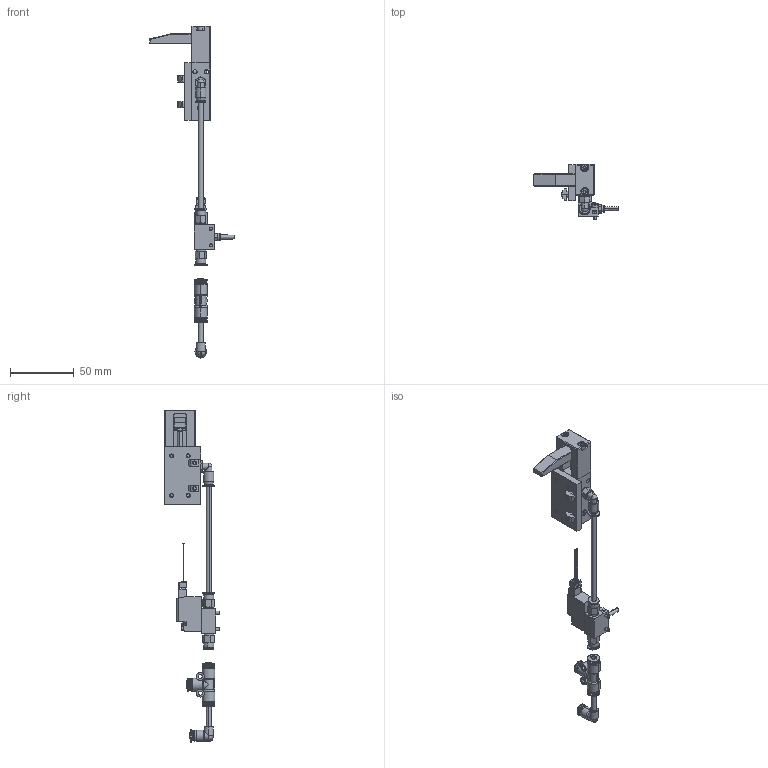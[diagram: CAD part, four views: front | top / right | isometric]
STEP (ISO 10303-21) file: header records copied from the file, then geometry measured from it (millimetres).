
FILE_DESCRIPTION (( 'STEP AP214' ), '1' );
FILE_NAME ('INGUN_116285.STEP', '2024-11-06T09:31:38', ( '' ), ( '' ), 'SwSTEP 2.0', 'SolidWorks 2023', '' );
FILE_SCHEMA (( 'AUTOMOTIVE_DESIGN' ));
Length unit declared in the file: millimetre
Products named in the file (22): 116287~0_S; DIN912~n_M03,0x030; 116308_01~0; 26813~0; 116355~0_S; 26809~0; 116258~0_S; 116308_02~0; INGUN_116285; 51957~0_S; 3981~2; 110215~0_S; DIN7991~n_M03,0x010 VA; 116308_03~0; ISO7380~n_M03,0x014; DIN912~n_M02,5x010; 116308_04~0; 38789~0_S; 116308~0; 116286~0_klein <S>; SE-MV12_24V~0; 26707~2_L = 105 <S>
Assembly tree (27 placements, depth 3):
  INGUN_116285
    116355~0_S
    116286~0_klein <S>
    116287~0_S
    116308~0
      116308_02~0
      116308_03~0
      116308_01~0
      116308_04~0
    116258~0_S
    SE-MV12_24V~0
    26813~0
    26809~0  x2
    110215~0_S
    51957~0_S
    3981~2
    26707~2_L = 105 <S>
    38789~0_S  x2
    ISO7380~n_M03,0x014  x2
    DIN912~n_M03,0x030  x2
    DIN7991~n_M03,0x010 VA  x2
    DIN912~n_M02,5x010  x2
Bounding box: 66.3 x 43.45 x 260.5 mm (x, y, z)
Volume: 45101.9 mm3; surface area: 33251.6 mm2
Topology: 27 solids, 27 shells, 1341 faces, 3310 edges, 2093 vertices
Faces by surface type: cylinder 531, plane 527, cone 208, bspline 57, torus 16, sphere 2
Entity records: 38088 total; most frequent: CARTESIAN_POINT 10036, DIRECTION 5732, ORIENTED_EDGE 5692, EDGE_CURVE 2846, AXIS2_PLACEMENT_3D 2112, VERTEX_POINT 1805, LINE 1508, VECTOR 1508
